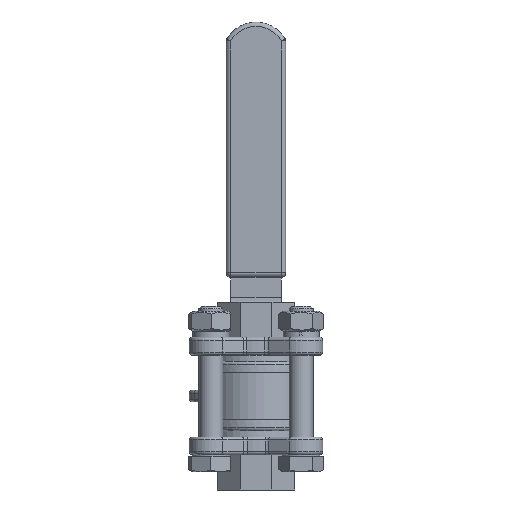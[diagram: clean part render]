
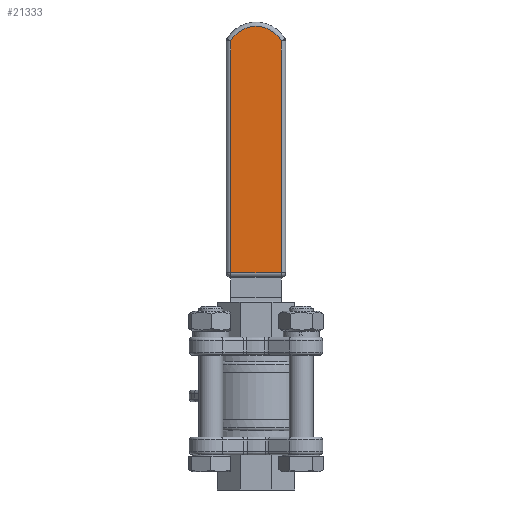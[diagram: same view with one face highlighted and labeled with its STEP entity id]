
A CAD part, front view. The second image highlights one B-rep face of the part: STEP entity #21333.
In plain terms, the highlighted planar face has unit normal (0, -1, 0).
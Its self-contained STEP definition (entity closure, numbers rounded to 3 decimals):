
#1529=PLANE('',#23066);
#2319=FACE_OUTER_BOUND('',#3590,.T.);
#3590=EDGE_LOOP('',(#15382,#15383,#15384,#15385));
#4886=LINE('',#31507,#6432);
#4888=LINE('',#31510,#6434);
#4890=LINE('',#31513,#6436);
#6432=VECTOR('',#26111,10.);
#6434=VECTOR('',#26115,10.);
#6436=VECTOR('',#26119,10.);
#7984=CIRCLE('',#23055,9.833);
#8852=VERTEX_POINT('',#31417);
#8855=VERTEX_POINT('',#31424);
#8858=VERTEX_POINT('',#31431);
#8866=VERTEX_POINT('',#31452);
#11203=EDGE_CURVE('',#8855,#8866,#7984,.T.);
#11205=EDGE_CURVE('',#8866,#8858,#4886,.T.);
#11207=EDGE_CURVE('',#8858,#8852,#4888,.T.);
#11209=EDGE_CURVE('',#8852,#8855,#4890,.T.);
#15382=ORIENTED_EDGE('',*,*,#11203,.F.);
#15383=ORIENTED_EDGE('',*,*,#11209,.F.);
#15384=ORIENTED_EDGE('',*,*,#11207,.F.);
#15385=ORIENTED_EDGE('',*,*,#11205,.F.);
#21333=ADVANCED_FACE('',(#2319),#1529,.F.);
#23055=AXIS2_PLACEMENT_3D('',#31504,#26105,#26106);
#23066=AXIS2_PLACEMENT_3D('',#31904,#26173,#26174);
#26105=DIRECTION('center_axis',(0.,1.,0.));
#26106=DIRECTION('ref_axis',(0.,0.,
1.));
#26111=DIRECTION('',(0.,0.,-1.));
#26115=DIRECTION('',(-1.,0.,0.));
#26119=DIRECTION('',(0.,0.,1.));
#26173=DIRECTION('center_axis',(0.,1.,0.));
#26174=DIRECTION('ref_axis',(0.,0.,
1.));
#31417=CARTESIAN_POINT('',(-8.5,51.,41.5));
#31424=CARTESIAN_POINT('',(-8.5,51.,119.611));
#31431=CARTESIAN_POINT('',(8.5,51.,41.5));
#31452=CARTESIAN_POINT('',(8.5,51.,119.611));
#31504=CARTESIAN_POINT('Origin',(0.,51.,114.667));
#31507=CARTESIAN_POINT('',(8.5,51.,100.018));
#31510=CARTESIAN_POINT('',(5.,51.,41.5));
#31513=CARTESIAN_POINT('',(-8.5,51.,60.018));
#31904=CARTESIAN_POINT('Origin',(0.,51.,80.035));
